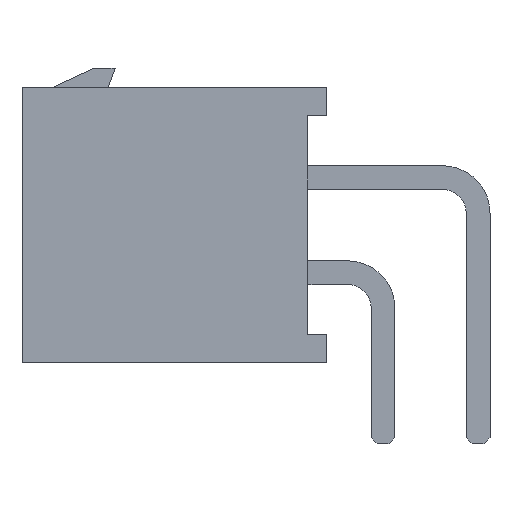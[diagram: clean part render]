
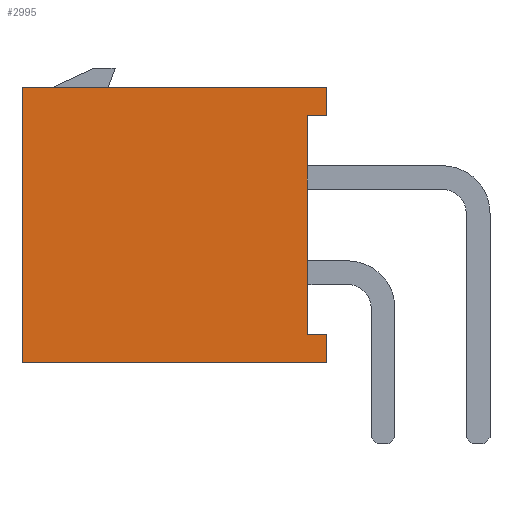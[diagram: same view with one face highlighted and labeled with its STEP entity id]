
A CAD part, left-side view. The second image highlights one B-rep face of the part: STEP entity #2995.
In plain terms, the highlighted planar face has unit normal (-1, 0, 0).
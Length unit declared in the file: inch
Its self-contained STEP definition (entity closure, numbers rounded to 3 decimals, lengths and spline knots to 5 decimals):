
#297=ORIENTED_EDGE('',*,*,#972,.F.);
#298=ORIENTED_EDGE('',*,*,#1055,.F.);
#299=ORIENTED_EDGE('',*,*,#1122,.F.);
#300=ORIENTED_EDGE('',*,*,#1119,.F.);
#301=ORIENTED_EDGE('',*,*,#998,.F.);
#302=ORIENTED_EDGE('',*,*,#1117,.F.);
#303=ORIENTED_EDGE('',*,*,#1114,.F.);
#304=ORIENTED_EDGE('',*,*,#1092,.F.);
#972=EDGE_CURVE('',#1410,#1411,#1702,.T.);
#998=EDGE_CURVE('',#1436,#1437,#1728,.T.);
#1055=EDGE_CURVE('',#1481,#1410,#1785,.T.);
#1092=EDGE_CURVE('',#1411,#1507,#1822,.T.);
#1114=EDGE_CURVE('',#1507,#1518,#1844,.T.);
#1117=EDGE_CURVE('',#1518,#1436,#1847,.T.);
#1119=EDGE_CURVE('',#1437,#1520,#1849,.T.);
#1122=EDGE_CURVE('',#1520,#1481,#1852,.T.);
#1410=VERTEX_POINT('',#4167);
#1411=VERTEX_POINT('',#4169);
#1436=VERTEX_POINT('',#4220);
#1437=VERTEX_POINT('',#4222);
#1481=VERTEX_POINT('',#4332);
#1507=VERTEX_POINT('',#4402);
#1518=VERTEX_POINT('',#4445);
#1520=VERTEX_POINT('',#4454);
#1702=LINE('',#4168,#2124);
#1728=LINE('',#4221,#2150);
#1785=LINE('',#4333,#2207);
#1822=LINE('',#4401,#2244);
#1844=LINE('',#4444,#2266);
#1847=LINE('',#4449,#2269);
#1849=LINE('',#4453,#2271);
#1852=LINE('',#4458,#2274);
#2124=VECTOR('',#3366,39.37008);
#2150=VECTOR('',#3394,39.37008);
#2207=VECTOR('',#3471,39.37008);
#2244=VECTOR('',#3520,39.37008);
#2266=VECTOR('',#3562,39.37008);
#2269=VECTOR('',#3567,39.37008);
#2271=VECTOR('',#3571,39.37008);
#2274=VECTOR('',#3576,39.37008);
#2543=EDGE_LOOP('',(#297,#298,#299,#300,#301,#302,#303,#304));
#2697=FACE_BOUND('',#2543,.T.);
#2850=PLANE('',#3186);
#2995=ADVANCED_FACE('',(#2697),#2850,.F.);
#3186=AXIS2_PLACEMENT_3D('',#4459,#3577,#3578);
#3366=DIRECTION('',(0.,0.,1.));
#3394=DIRECTION('',(0.,0.,-1.));
#3471=DIRECTION('',(0.,1.,0.));
#3520=DIRECTION('',(0.,-1.,0.));
#3562=DIRECTION('',(0.,0.,-1.));
#3567=DIRECTION('',(0.,1.,0.));
#3571=DIRECTION('',(0.,-1.,0.));
#3576=DIRECTION('',(0.,0.,-1.));
#3577=DIRECTION('',(1.,0.,0.));
#3578=DIRECTION('',(0.,0.,-1.));
#4167=CARTESIAN_POINT('',(-0.13,0.32,-0.145));
#4168=CARTESIAN_POINT('',(-0.13,0.32,-0.145));
#4169=CARTESIAN_POINT('',(-0.13,0.32,0.145));
#4220=CARTESIAN_POINT('',(-0.13,0.02,0.115));
#4221=CARTESIAN_POINT('',(-0.13,0.02,0.115));
#4222=CARTESIAN_POINT('',(-0.13,0.02,-0.115));
#4332=CARTESIAN_POINT('',(-0.13,0.,-0.145));
#4333=CARTESIAN_POINT('',(-0.13,0.,-0.145));
#4401=CARTESIAN_POINT('',(-0.13,0.32,0.145));
#4402=CARTESIAN_POINT('',(-0.13,0.,0.145));
#4444=CARTESIAN_POINT('',(-0.13,0.,0.145));
#4445=CARTESIAN_POINT('',(-0.13,0.,0.115));
#4449=CARTESIAN_POINT('',(-0.13,0.,0.115));
#4453=CARTESIAN_POINT('',(-0.13,0.02,-0.115));
#4454=CARTESIAN_POINT('',(-0.13,0.,-0.115));
#4458=CARTESIAN_POINT('',(-0.13,0.,-0.115));
#4459=CARTESIAN_POINT('',(-0.13,0.,0.));
